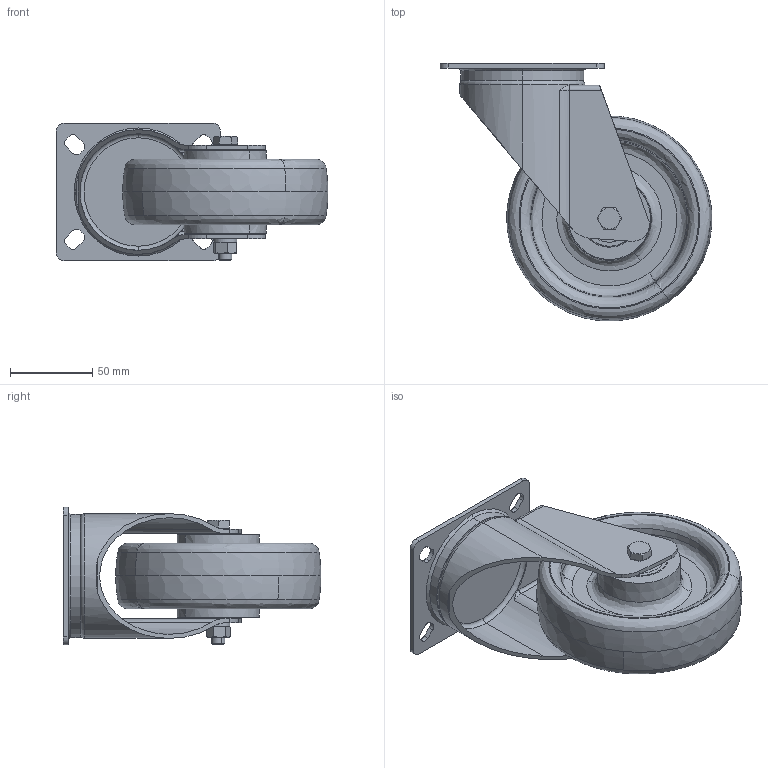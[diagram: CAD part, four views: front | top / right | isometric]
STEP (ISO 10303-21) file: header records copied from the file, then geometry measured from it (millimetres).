
FILE_DESCRIPTION (( 'STEP AP214' ), '1' );
FILE_NAME ('0029856_L-MV-PAM-125-K-3_(A-03).step', '2019-10-11T09:14:33', ( '' ), ( '' ), 'SwSTEP 2.0', 'SolidWorks 2018', '' );
FILE_SCHEMA (( 'AUTOMOTIVE_DESIGN' ));
Length unit declared in the file: millimetre
Products named in the file (1): 0029856_L-MV-PAM-125-K-3_(A-03)
Bounding box: 165.35 x 156.85 x 84 mm (x, y, z)
Volume: 426105.7 mm3; surface area: 119387.5 mm2
Topology: 9 solids, 13 shells, 331 faces, 742 edges, 454 vertices
Faces by surface type: cylinder 121, plane 86, cone 60, torus 44, bspline 20
Entity records: 14366 total; most frequent: CARTESIAN_POINT 3055, DIRECTION 1722, ORIENTED_EDGE 1484, EDGE_CURVE 742, AXIS2_PLACEMENT_3D 733, VERTEX_POINT 454, CIRCLE 421, EDGE_LOOP 380
